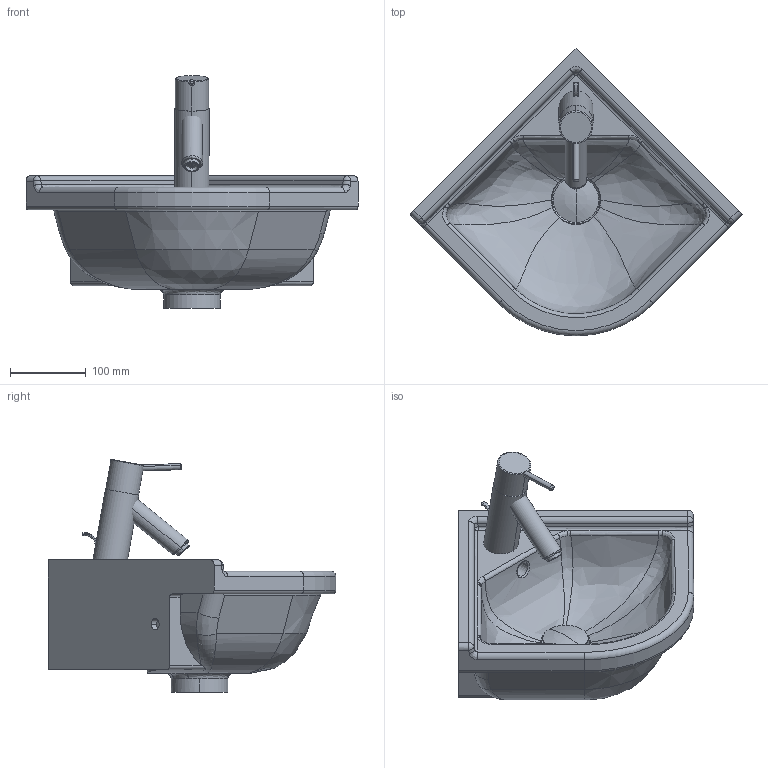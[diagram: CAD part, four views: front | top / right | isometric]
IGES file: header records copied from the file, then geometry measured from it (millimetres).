
Global section: file name: No Iges File Name specified; native system: AutoDesk Inventor R11.0; preprocessor: AutoDesk Inventor Iges Exporter R11.0; author: No Author specified; organization: No Organization specified; date: 20070725.160613; units: millimetre
Bounding box: 438.41 x 380 x 307.4 mm (x, y, z)
Volume: 5398096.5 mm3; surface area: 503291.9 mm2
Topology: 8 solids, 8 shells, 231 faces, 565 edges, 345 vertices
Faces by surface type: plane 66, cylinder 60, bspline 47, revolution 29, torus 21, sphere 4, cone 4
